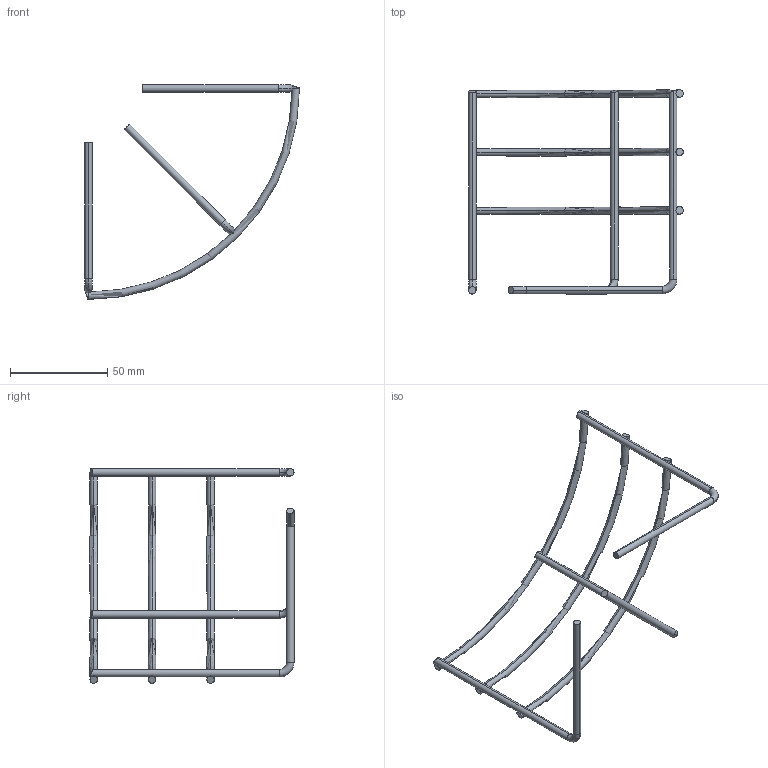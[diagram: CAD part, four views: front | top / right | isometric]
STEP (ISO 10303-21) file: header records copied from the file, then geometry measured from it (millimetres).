
FILE_DESCRIPTION (( 'STEP AP214' ), '1' );
FILE_NAME ('6002689_KSTP1.stp', '2018-09-26T07:37:50', ( '' ), ( '' ), 'SwSTEP 2.0', 'SolidWorks 2016', '' );
FILE_SCHEMA (( 'AUTOMOTIVE_DESIGN' ));
Length unit declared in the file: millimetre
Products named in the file (1): 6002689_KSTP1
Bounding box: 110.2 x 104.7 x 110.2 mm (x, y, z)
Volume: 11676 mm3; surface area: 12341.8 mm2
Topology: 1 solids, 1 shells, 48 faces, 128 edges, 80 vertices
Faces by surface type: cylinder 24, torus 12, plane 12
Entity records: 1943 total; most frequent: CARTESIAN_POINT 767, ORIENTED_EDGE 256, DIRECTION 231, EDGE_CURVE 128, AXIS2_PLACEMENT_3D 102, VERTEX_POINT 80, EDGE_LOOP 54, CIRCLE 53
